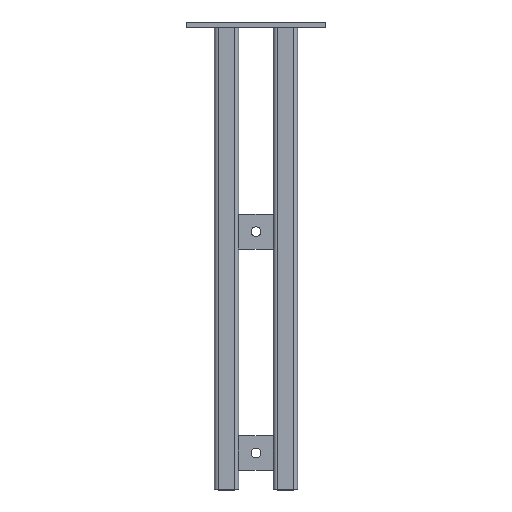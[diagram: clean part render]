
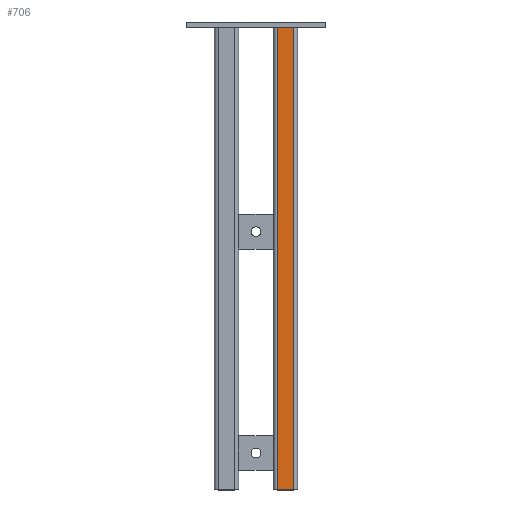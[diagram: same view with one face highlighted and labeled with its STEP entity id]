
A CAD part, top view. The second image highlights one B-rep face of the part: STEP entity #706.
In plain terms, the highlighted planar face has unit normal (0, 0, 1).
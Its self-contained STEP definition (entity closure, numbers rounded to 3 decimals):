
#162 = ORIENTED_EDGE ( 'NONE', *, *, #5938, .F. ) ;
#499 = CARTESIAN_POINT ( 'NONE',  ( 18.5, -6., 24. ) ) ;
#706 = ADVANCED_FACE ( 'NONE', ( #3431 ), #5419, .F. ) ;
#1054 = CARTESIAN_POINT ( 'NONE',  ( 22.5, -6., 24. ) ) ;
#1184 = VECTOR ( 'NONE', #2584, 1000. ) ;
#1657 = VERTEX_POINT ( 'NONE', #3857 ) ;
#1744 = VECTOR ( 'NONE', #4833, 1000. ) ;
#2210 = LINE ( 'NONE', #1054, #1744 ) ;
#2584 = DIRECTION ( 'NONE',  ( 1., 0., 0. ) ) ;
#2819 = LINE ( 'NONE', #499, #6334 ) ;
#2830 = ORIENTED_EDGE ( 'NONE', *, *, #3657, .T. ) ;
#3137 = CARTESIAN_POINT ( 'NONE',  ( 18.5, -6., 24. ) ) ;
#3412 = VECTOR ( 'NONE', #7375, 1000. ) ;
#3431 = FACE_OUTER_BOUND ( 'NONE', #9595, .T. ) ;
#3642 = LINE ( 'NONE', #6629, #3412 ) ;
#3657 = EDGE_CURVE ( 'NONE', #8175, #9101, #9861, .T. ) ;
#3857 = CARTESIAN_POINT ( 'NONE',  ( 22.5, -6., 24. ) ) ;
#4809 = CARTESIAN_POINT ( 'NONE',  ( 18.5, -501., 24. ) ) ;
#4833 = DIRECTION ( 'NONE',  ( 0., -1., 0. ) ) ;
#5419 = PLANE ( 'NONE',  #6625 ) ;
#5938 = EDGE_CURVE ( 'NONE', #8172, #9101, #3642, .T. ) ;
#6334 = VECTOR ( 'NONE', #6569, 1000. ) ;
#6545 = ORIENTED_EDGE ( 'NONE', *, *, #8882, .T. ) ;
#6569 = DIRECTION ( 'NONE',  ( 1., 0., 0. ) ) ;
#6625 = AXIS2_PLACEMENT_3D ( 'NONE', #3137, #9058, #9019 ) ;
#6629 = CARTESIAN_POINT ( 'NONE',  ( 40.5, -6., 24. ) ) ;
#6797 = CARTESIAN_POINT ( 'NONE',  ( 40.5, -501., 24. ) ) ;
#7375 = DIRECTION ( 'NONE',  ( 0., -1., 0. ) ) ;
#8172 = VERTEX_POINT ( 'NONE', #8521 ) ;
#8175 = VERTEX_POINT ( 'NONE', #8496 ) ;
#8496 = CARTESIAN_POINT ( 'NONE',  ( 22.5, -501., 24. ) ) ;
#8521 = CARTESIAN_POINT ( 'NONE',  ( 40.5, -6., 24. ) ) ;
#8882 = EDGE_CURVE ( 'NONE', #1657, #8175, #2210, .T. ) ;
#9019 = DIRECTION ( 'NONE',  ( 0., 1., 0. ) ) ;
#9058 = DIRECTION ( 'NONE',  ( 0., 0., -1. ) ) ;
#9101 = VERTEX_POINT ( 'NONE', #6797 ) ;
#9369 = ORIENTED_EDGE ( 'NONE', *, *, #9454, .F. ) ;
#9454 = EDGE_CURVE ( 'NONE', #1657, #8172, #2819, .T. ) ;
#9595 = EDGE_LOOP ( 'NONE', ( #2830, #162, #9369, #6545 ) ) ;
#9861 = LINE ( 'NONE', #4809, #1184 ) ;
